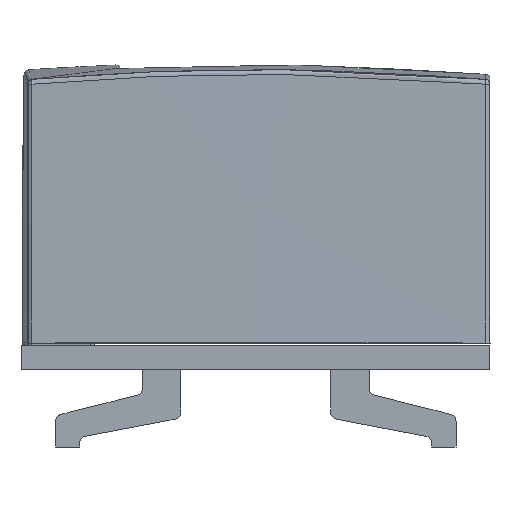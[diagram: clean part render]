
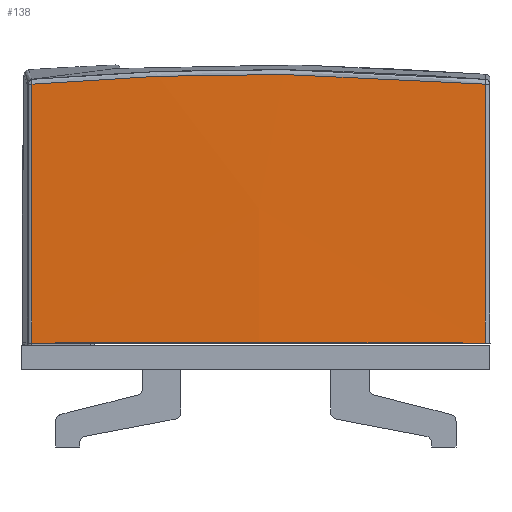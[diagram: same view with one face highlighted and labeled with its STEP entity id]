
A CAD part, left-side view. The second image highlights one B-rep face of the part: STEP entity #138.
In plain terms, the highlighted free-form (B-spline) face has degree [2, 3] with [3, 6] control points.
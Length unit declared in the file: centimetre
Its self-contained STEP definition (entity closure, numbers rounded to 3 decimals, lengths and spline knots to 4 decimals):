
#138=ADVANCED_FACE($,(#329),#2088,.T.);
#329=FACE_OUTER_BOUND($,#520,.T.);
#520=EDGE_LOOP($,(#1054,#1055,#1056,#1057));
#1054=ORIENTED_EDGE($,*,*,#1610,.T.);
#1055=ORIENTED_EDGE($,*,*,#1612,.T.);
#1056=ORIENTED_EDGE($,*,*,#1611,.T.);
#1057=ORIENTED_EDGE($,*,*,#1606,.F.);
#1606=EDGE_CURVE($,#1911,#1910,#2437,.T.);
#1610=EDGE_CURVE($,#1911,#1913,#2438,.T.);
#1611=EDGE_CURVE($,#1914,#1910,#2439,.T.);
#1612=EDGE_CURVE($,#1913,#1914,#2440,.T.);
#1910=VERTEX_POINT($,#6286);
#1911=VERTEX_POINT($,#6287);
#1913=VERTEX_POINT($,#6289);
#1914=VERTEX_POINT($,#6290);
#2088=(
BOUNDED_SURFACE()
B_SPLINE_SURFACE(2,3,((#5927,#5928,#5929,#5930,#5931,#5932),(#5933,#5934,
#5935,#5936,#5937,#5938),(#5939,#5940,#5941,#5942,#5943,#5944)),.UNSPECIFIED.,
.F.,.F.,.F.)
B_SPLINE_SURFACE_WITH_KNOTS((3,3),(4,2,4),(28.,82.1537),
(0.8714,43.5207,86.1701),.UNSPECIFIED.)
GEOMETRIC_REPRESENTATION_ITEM()
RATIONAL_B_SPLINE_SURFACE(((1.,1.,1.,1.,1.,1.),(1.,1.,1.,1.,1.,1.),(1.,1.,
1.,1.,1.,1.)))
REPRESENTATION_ITEM($)
SURFACE()
);
#2437=(
BOUNDED_CURVE()
B_SPLINE_CURVE(3,(#5419,#5420,#5421,#5422,#5423,#5424),.UNSPECIFIED.,.F.,
.F.)
B_SPLINE_CURVE_WITH_KNOTS((4,2,4),(0.8714,43.5207,86.1701),
.UNSPECIFIED.)
CURVE()
GEOMETRIC_REPRESENTATION_ITEM()
RATIONAL_B_SPLINE_CURVE((1.,1.,1.,1.,1.,1.))
REPRESENTATION_ITEM($)
);
#2438=(
BOUNDED_CURVE()
B_SPLINE_CURVE(3,(#5459,#5460,#5461,#5462),.UNSPECIFIED.,.F.,.F.)
B_SPLINE_CURVE_WITH_KNOTS((4,4),(0.0062,53.6686),.UNSPECIFIED.)
CURVE()
GEOMETRIC_REPRESENTATION_ITEM()
RATIONAL_B_SPLINE_CURVE((1.,1.,1.,1.))
REPRESENTATION_ITEM($)
);
#2439=(
BOUNDED_CURVE()
B_SPLINE_CURVE(3,(#5463,#5464,#5465,#5466),.UNSPECIFIED.,.F.,.F.)
B_SPLINE_CURVE_WITH_KNOTS((4,4),(0.8577,54.52),.UNSPECIFIED.)
CURVE()
GEOMETRIC_REPRESENTATION_ITEM()
RATIONAL_B_SPLINE_CURVE((1.,1.,1.,1.))
REPRESENTATION_ITEM($)
);
#2440=(
BOUNDED_CURVE()
B_SPLINE_CURVE(3,(#5467,#5468,#5469,#5470,#5471,#5472,#5473,#5474),.UNSPECIFIED.,
.F.,.F.)
B_SPLINE_CURVE_WITH_KNOTS((4,1,3,4),(0.8927,22.8229,
47.9069,94.921),.UNSPECIFIED.)
CURVE()
GEOMETRIC_REPRESENTATION_ITEM()
RATIONAL_B_SPLINE_CURVE((1.,1.,1.,1.,1.,1.,1.,1.))
REPRESENTATION_ITEM($)
);
#5419=CARTESIAN_POINT($,(12564.4899,-3310.955,5.5074));
#5420=CARTESIAN_POINT($,(12563.8474,-3295.309,5.6112));
#5421=CARTESIAN_POINT($,(12563.5255,-3279.6367,5.6633));
#5422=CARTESIAN_POINT($,(12563.5256,-3248.2911,5.6633));
#5423=CARTESIAN_POINT($,(12563.8474,-3232.6189,5.6112));
#5424=CARTESIAN_POINT($,(12564.4899,-3216.9729,5.5074));
#5459=CARTESIAN_POINT($,(12564.4899,-3310.955,5.5074));
#5460=CARTESIAN_POINT($,(12564.4938,-3310.9506,23.3948));
#5461=CARTESIAN_POINT($,(12564.4978,-3310.9462,41.2823));
#5462=CARTESIAN_POINT($,(12564.5018,-3310.9418,59.1697));
#5463=CARTESIAN_POINT($,(12564.5018,-3216.986,59.1697));
#5464=CARTESIAN_POINT($,(12564.4978,-3216.9816,41.2823));
#5465=CARTESIAN_POINT($,(12564.4938,-3216.9772,23.3948));
#5466=CARTESIAN_POINT($,(12564.4899,-3216.9729,5.5074));
#5467=CARTESIAN_POINT($,(12564.5018,-3310.9418,59.1697));
#5468=CARTESIAN_POINT($,(12564.2948,-3303.6577,59.8023));
#5469=CARTESIAN_POINT($,(12563.9547,-3288.0113,60.8419));
#5470=CARTESIAN_POINT($,(12563.8364,-3272.3303,61.2037));
#5471=CARTESIAN_POINT($,(12563.8364,-3263.9639,61.2037));
#5472=CARTESIAN_POINT($,(12563.8364,-3248.2829,61.2036));
#5473=CARTESIAN_POINT($,(12564.058,-3232.6019,60.5259));
#5474=CARTESIAN_POINT($,(12564.5018,-3216.986,59.1697));
#5927=CARTESIAN_POINT($,(12564.4899,-3310.955,5.5074));
#5928=CARTESIAN_POINT($,(12563.8474,-3295.309,5.6112));
#5929=CARTESIAN_POINT($,(12563.5255,-3279.6367,5.6633));
#5930=CARTESIAN_POINT($,(12563.5256,-3248.2911,5.6633));
#5931=CARTESIAN_POINT($,(12563.8474,-3232.6189,5.6112));
#5932=CARTESIAN_POINT($,(12564.4899,-3216.9729,5.5074));
#5933=CARTESIAN_POINT($,(12564.4961,-3310.9561,32.6227));
#5934=CARTESIAN_POINT($,(12563.954,-3295.3287,33.3479));
#5935=CARTESIAN_POINT($,(12563.6825,-3279.6466,33.7112));
#5936=CARTESIAN_POINT($,(12563.6825,-3248.2812,33.7112));
#5937=CARTESIAN_POINT($,(12563.954,-3232.5992,33.3479));
#5938=CARTESIAN_POINT($,(12564.4961,-3216.9717,32.6227));
#5939=CARTESIAN_POINT($,(12564.5024,-3310.9573,59.738));
#5940=CARTESIAN_POINT($,(12564.0607,-3295.3485,61.0846));
#5941=CARTESIAN_POINT($,(12563.8395,-3279.6565,61.7591));
#5942=CARTESIAN_POINT($,(12563.8395,-3248.2713,61.7591));
#5943=CARTESIAN_POINT($,(12564.0607,-3232.5796,61.0847));
#5944=CARTESIAN_POINT($,(12564.5024,-3216.9705,59.738));
#6286=CARTESIAN_POINT($,(12564.4899,-3216.9729,5.5074));
#6287=CARTESIAN_POINT($,(12564.4899,-3310.955,5.5074));
#6289=CARTESIAN_POINT($,(12564.5018,-3310.9418,59.1697));
#6290=CARTESIAN_POINT($,(12564.5018,-3216.986,59.1697));
